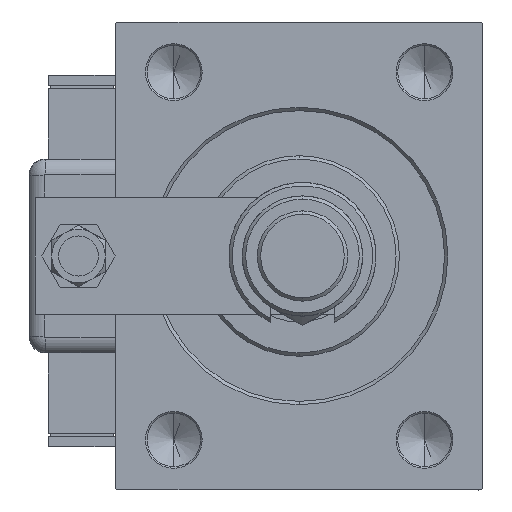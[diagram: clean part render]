
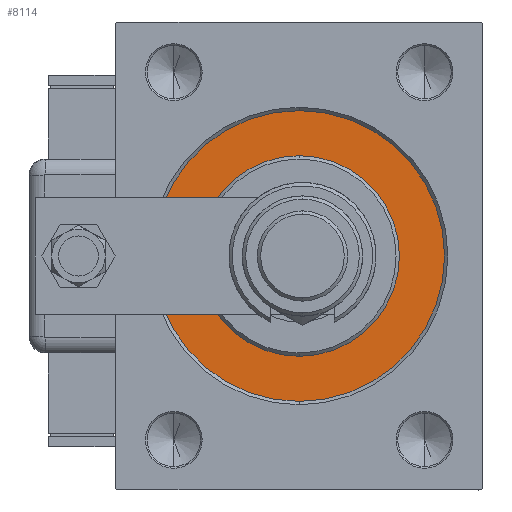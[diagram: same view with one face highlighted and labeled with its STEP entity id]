
A CAD part, left-side view. The second image highlights one B-rep face of the part: STEP entity #8114.
In plain terms, the highlighted face is planar.
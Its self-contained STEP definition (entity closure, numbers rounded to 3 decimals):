
#332 = AXIS2_PLACEMENT_3D ( 'NONE', #8173, #37802, #24230 ) ;
#3264 = EDGE_CURVE ( 'NONE', #31760, #30819, #32650, .T. ) ;
#4892 = AXIS2_PLACEMENT_3D ( 'NONE', #52429, #56625, #57266 ) ;
#5498 = EDGE_CURVE ( 'NONE', #28701, #50285, #58320, .T. ) ;
#8114 = ADVANCED_FACE ( 'NONE', ( #10825, #41097 ), #51087, .F. ) ;
#8173 = CARTESIAN_POINT ( 'NONE',  ( 0., 0., 0. ) ) ;
#8628 = EDGE_LOOP ( 'NONE', ( #59119, #48172 ) ) ;
#9772 = CARTESIAN_POINT ( 'NONE',  ( 0., 0., 30. ) ) ;
#10825 = FACE_BOUND ( 'NONE', #8628, .T. ) ;
#12729 = ORIENTED_EDGE ( 'NONE', *, *, #5498, .F. ) ;
#15675 = ORIENTED_EDGE ( 'NONE', *, *, #59985, .F. ) ;
#21301 = AXIS2_PLACEMENT_3D ( 'NONE', #59083, #49100, #43111 ) ;
#21868 = CARTESIAN_POINT ( 'NONE',  ( 0., 0., -30. ) ) ;
#24230 = DIRECTION ( 'NONE',  ( 0., 0., 1. ) ) ;
#24769 = CIRCLE ( 'NONE', #60789, 30. ) ;
#28701 = VERTEX_POINT ( 'NONE', #31699 ) ;
#30819 = VERTEX_POINT ( 'NONE', #9772 ) ;
#31357 = CARTESIAN_POINT ( 'NONE',  ( 0., 0., 0. ) ) ;
#31699 = CARTESIAN_POINT ( 'NONE',  ( 0., 0., -43.5 ) ) ;
#31760 = VERTEX_POINT ( 'NONE', #21868 ) ;
#32650 = CIRCLE ( 'NONE', #4892, 30. ) ;
#33076 = EDGE_CURVE ( 'NONE', #30819, #31760, #24769, .T. ) ;
#37802 = DIRECTION ( 'NONE',  ( -1., 0., 0. ) ) ;
#40779 = CARTESIAN_POINT ( 'NONE',  ( 0., 0., 0. ) ) ;
#41097 = FACE_OUTER_BOUND ( 'NONE', #45159, .T. ) ;
#41745 = DIRECTION ( 'NONE',  ( -1., 0., 0. ) ) ;
#43111 = DIRECTION ( 'NONE',  ( 0., 0., 1. ) ) ;
#43309 = CARTESIAN_POINT ( 'NONE',  ( 0., 0., 43.5 ) ) ;
#45159 = EDGE_LOOP ( 'NONE', ( #12729, #15675 ) ) ;
#45597 = CIRCLE ( 'NONE', #332, 43.5 ) ;
#48150 = AXIS2_PLACEMENT_3D ( 'NONE', #40779, #41745, #60103 ) ;
#48172 = ORIENTED_EDGE ( 'NONE', *, *, #3264, .F. ) ;
#49100 = DIRECTION ( 'NONE',  ( -1., 0., 0. ) ) ;
#50285 = VERTEX_POINT ( 'NONE', #43309 ) ;
#51021 = DIRECTION ( 'NONE',  ( 1., 0., 0. ) ) ;
#51087 = PLANE ( 'NONE',  #48150 ) ;
#52429 = CARTESIAN_POINT ( 'NONE',  ( 0., 0., 0. ) ) ;
#56507 = DIRECTION ( 'NONE',  ( 0., 0., -1. ) ) ;
#56625 = DIRECTION ( 'NONE',  ( 1., 0., 0. ) ) ;
#57266 = DIRECTION ( 'NONE',  ( 0., 0., -1. ) ) ;
#58320 = CIRCLE ( 'NONE', #21301, 43.5 ) ;
#59083 = CARTESIAN_POINT ( 'NONE',  ( 0., 0., 0. ) ) ;
#59119 = ORIENTED_EDGE ( 'NONE', *, *, #33076, .F. ) ;
#59985 = EDGE_CURVE ( 'NONE', #50285, #28701, #45597, .T. ) ;
#60103 = DIRECTION ( 'NONE',  ( 0., 0., 1. ) ) ;
#60789 = AXIS2_PLACEMENT_3D ( 'NONE', #31357, #51021, #56507 ) ;
